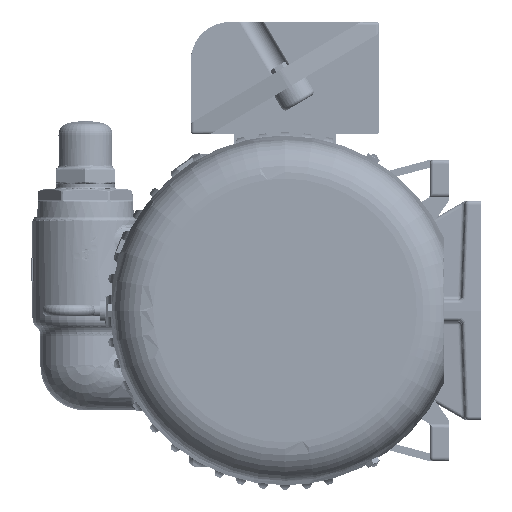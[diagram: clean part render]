
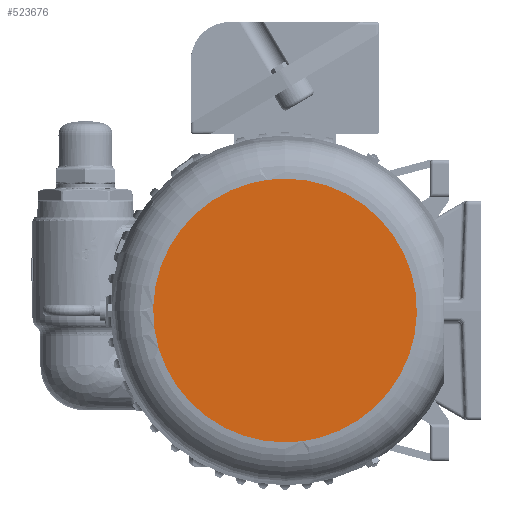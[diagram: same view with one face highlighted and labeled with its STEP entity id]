
A CAD part, left-side view. The second image highlights one B-rep face of the part: STEP entity #523676.
In plain terms, the highlighted planar face has unit normal (-1, 0, 0).
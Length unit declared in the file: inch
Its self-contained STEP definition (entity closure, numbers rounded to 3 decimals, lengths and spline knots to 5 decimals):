
#14353 = CARTESIAN_POINT ( 'NONE',  ( -34.405, 1.86539, -3.78353 ) ) ;
#17863 = CARTESIAN_POINT ( 'NONE',  ( -34.405, 3.99439, 1.35633 ) ) ;
#21908 = CARTESIAN_POINT ( 'NONE',  ( -34.405, -2.10953, -3.65303 ) ) ;
#23663 = CARTESIAN_POINT ( 'NONE',  ( -34.405, -3.99439, 1.35633 ) ) ;
#25453 = CARTESIAN_POINT ( 'NONE',  ( -34.405, -2.78167, -3.17129 ) ) ;
#27193 = CARTESIAN_POINT ( 'NONE',  ( -34.405, -0.2755, -4.20938 ) ) ;
#35775 = EDGE_CURVE ( 'Defeatured_0_2711+Defeatured_0_2298+Defeatured_0_2298+Defeatured_0_2298', #505645, #274992, #472927, .T. ) ;
#44793 = EDGE_LOOP ( 'NONE', ( #277391, #499018 ) ) ;
#50996 = EDGE_CURVE ( 'Defeatured_0_2711+Defeatured_0_2298+Defeatured_0_2298+Defeatured_0_2298', #274992, #505645, #164157, .T. ) ;
#55592 = CARTESIAN_POINT ( 'NONE',  ( -34.405, 3.17129, 2.78167 ) ) ;
#60871 = CARTESIAN_POINT ( 'NONE',  ( -34.405, 3.65303, 2.10953 ) ) ;
#61415 = CARTESIAN_POINT ( 'NONE',  ( -34.405, -3.99439, -1.35633 ) ) ;
#63174 = CARTESIAN_POINT ( 'NONE',  ( -34.405, -1.86539, -3.78353 ) ) ;
#63200 = DIRECTION ( 'NONE',  ( 0., 0., -1. ) ) ;
#66682 = CARTESIAN_POINT ( 'NONE',  ( -34.405, -3.78353, -1.86539 ) ) ;
#68458 = CARTESIAN_POINT ( 'NONE',  ( -34.405, -3.65303, -2.10953 ) ) ;
#96835 = CARTESIAN_POINT ( 'NONE',  ( -34.405, 2.78167, -3.17129 ) ) ;
#98603 = CARTESIAN_POINT ( 'NONE',  ( -34.405, 2.10953, -3.65303 ) ) ;
#100352 = CARTESIAN_POINT ( 'NONE',  ( -34.405, 1.35633, 3.99439 ) ) ;
#102090 = CARTESIAN_POINT ( 'NONE',  ( -34.405, 3.34691, 2.56768 ) ) ;
#102612 = CARTESIAN_POINT ( 'NONE',  ( -34.405, -3.34691, -2.56768 ) ) ;
#103815 = CARTESIAN_POINT ( 'NONE',  ( -34.405, 1.35633, -3.99439 ) ) ;
#104341 = CARTESIAN_POINT ( 'NONE',  ( -34.405, -4.20938, -0.2755 ) ) ;
#109602 = CARTESIAN_POINT ( 'NONE',  ( -34.405, -4.07475, 1.09142 ) ) ;
#133692 = CARTESIAN_POINT ( 'NONE',  ( -34.405, -2.56768, 3.34691 ) ) ;
#139553 = CARTESIAN_POINT ( 'NONE',  ( -34.405, 4.07475, -1.09142 ) ) ;
#141310 = CARTESIAN_POINT ( 'NONE',  ( -34.405, 1.09142, -4.07475 ) ) ;
#143575 = CARTESIAN_POINT ( 'NONE',  ( -34.405, -4.07475, -1.09142 ) ) ;
#144804 = CARTESIAN_POINT ( 'NONE',  ( -34.405, 3.17129, -2.78167 ) ) ;
#164157 = B_SPLINE_CURVE_WITH_KNOTS ( 'NONE', 3,
 ( #414782, #457695, #498879, #253720, #380664, #291351, #332484, #133692, #420032, #174793, #265331, #388850, #354650, #23663, #109602, #310067, #267078, #104341, #306593, #143575, #61415, #66682, #68458, #102612, #231253, #25453, #308309, #21908, #63174, #347643, #431702, #349370, #27193, #515744 ),
 .UNSPECIFIED., .F., .F.,
 ( 4, 2, 2, 2, 2, 2, 2, 2, 2, 2, 2, 2, 2, 2, 2, 2, 4 ),
 ( 0., 0.0625, 0.125, 0.1875, 0.25, 0.3125, 0.375, 0.4375, 0.5, 0.5625, 0.625, 0.6875, 0.75, 0.8125, 0.875, 0.9375, 1. ),
 .UNSPECIFIED. ) ;
#174793 = CARTESIAN_POINT ( 'NONE',  ( -34.405, -3.17129, 2.78167 ) ) ;
#177154 = CARTESIAN_POINT ( 'NONE',  ( -34.405, 3.78353, -1.86539 ) ) ;
#178907 = CARTESIAN_POINT ( 'NONE',  ( -34.405, 3.34691, -2.56768 ) ) ;
#182419 = CARTESIAN_POINT ( 'NONE',  ( -34.405, 2.78167, 3.17129 ) ) ;
#220164 = CARTESIAN_POINT ( 'NONE',  ( -34.405, 0.2755, -4.20938 ) ) ;
#227361 = CARTESIAN_POINT ( 'NONE',  ( -34.405, 0., 4.20938 ) ) ;
#229541 = DIRECTION ( 'NONE',  ( -1., 0., 0. ) ) ;
#231253 = CARTESIAN_POINT ( 'NONE',  ( -34.405, -3.17129, -2.78167 ) ) ;
#253720 = CARTESIAN_POINT ( 'NONE',  ( -34.405, -1.09142, 4.07475 ) ) ;
#261335 = CARTESIAN_POINT ( 'NONE',  ( -34.405, 1.86539, 3.78353 ) ) ;
#263077 = CARTESIAN_POINT ( 'NONE',  ( -34.405, 2.10953, 3.65303 ) ) ;
#263627 = PLANE ( 'NONE',  #510329 ) ;
#264826 = CARTESIAN_POINT ( 'NONE',  ( -34.405, 3.78353, 1.86539 ) ) ;
#265331 = CARTESIAN_POINT ( 'NONE',  ( -34.405, -3.34691, 2.56768 ) ) ;
#266551 = CARTESIAN_POINT ( 'NONE',  ( -34.405, 0.551, -4.18225 ) ) ;
#267078 = CARTESIAN_POINT ( 'NONE',  ( -34.405, -4.20938, 0.2755 ) ) ;
#274992 = VERTEX_POINT ( 'NONE', #227361 ) ;
#277391 = ORIENTED_EDGE ( 'NONE', *, *, #35775, .F. ) ;
#291351 = CARTESIAN_POINT ( 'NONE',  ( -34.405, -1.86539, 3.78353 ) ) ;
#300743 = CARTESIAN_POINT ( 'NONE',  ( -34.405, 4.20938, -0.2755 ) ) ;
#302510 = CARTESIAN_POINT ( 'NONE',  ( -34.405, 1.09142, 4.07475 ) ) ;
#306593 = CARTESIAN_POINT ( 'NONE',  ( -34.405, -4.18225, -0.551 ) ) ;
#308309 = CARTESIAN_POINT ( 'NONE',  ( -34.405, -2.56768, -3.34691 ) ) ;
#310067 = CARTESIAN_POINT ( 'NONE',  ( -34.405, -4.18225, 0.551 ) ) ;
#332484 = CARTESIAN_POINT ( 'NONE',  ( -34.405, -2.10953, 3.65303 ) ) ;
#341883 = CARTESIAN_POINT ( 'NONE',  ( -34.405, 2.56768, 3.34691 ) ) ;
#343659 = CARTESIAN_POINT ( 'NONE',  ( -34.405, 0.551, 4.18225 ) ) ;
#345391 = CARTESIAN_POINT ( 'NONE',  ( -34.405, 4.20938, 0.2755 ) ) ;
#347125 = CARTESIAN_POINT ( 'NONE',  ( -34.405, 3.65303, -2.10953 ) ) ;
#347643 = CARTESIAN_POINT ( 'NONE',  ( -34.405, -1.35633, -3.99439 ) ) ;
#349370 = CARTESIAN_POINT ( 'NONE',  ( -34.405, -0.551, -4.18225 ) ) ;
#354650 = CARTESIAN_POINT ( 'NONE',  ( -34.405, -3.78353, 1.86539 ) ) ;
#363512 = FACE_OUTER_BOUND ( 'NONE', #44793, .T. ) ;
#380664 = CARTESIAN_POINT ( 'NONE',  ( -34.405, -1.35633, 3.99439 ) ) ;
#383014 = CARTESIAN_POINT ( 'NONE',  ( -34.405, 0., -4.20938 ) ) ;
#388326 = CARTESIAN_POINT ( 'NONE',  ( -34.405, 0., 4.20938 ) ) ;
#388850 = CARTESIAN_POINT ( 'NONE',  ( -34.405, -3.65303, 2.10953 ) ) ;
#414782 = CARTESIAN_POINT ( 'NONE',  ( -34.405, 0., 4.20938 ) ) ;
#420032 = CARTESIAN_POINT ( 'NONE',  ( -34.405, -2.78167, 3.17129 ) ) ;
#425890 = CARTESIAN_POINT ( 'NONE',  ( -34.405, 0.2755, 4.20938 ) ) ;
#427652 = CARTESIAN_POINT ( 'NONE',  ( -34.405, 2.56768, -3.34691 ) ) ;
#431702 = CARTESIAN_POINT ( 'NONE',  ( -34.405, -1.09142, -4.07475 ) ) ;
#457695 = CARTESIAN_POINT ( 'NONE',  ( -34.405, -0.2755, 4.20938 ) ) ;
#463562 = CARTESIAN_POINT ( 'NONE',  ( -34.405, 4.18225, 0.551 ) ) ;
#464033 = CARTESIAN_POINT ( 'NONE',  ( -34.405, 0., -4.20938 ) ) ;
#465324 = CARTESIAN_POINT ( 'NONE',  ( -34.405, 3.99439, -1.35633 ) ) ;
#472927 = B_SPLINE_CURVE_WITH_KNOTS ( 'NONE', 3,
 ( #383014, #220164, #266551, #141310, #103815, #14353, #98603, #427652, #96835, #144804, #178907, #347125, #177154, #465324, #139553, #506480, #300743, #345391, #463562, #508231, #17863, #264826, #60871, #102090, #55592, #182419, #341883, #263077, #261335, #100352, #302510, #343659, #425890, #388326 ),
 .UNSPECIFIED., .F., .F.,
 ( 4, 2, 2, 2, 2, 2, 2, 2, 2, 2, 2, 2, 2, 2, 2, 2, 4 ),
 ( 0., 0.0625, 0.125, 0.1875, 0.25, 0.3125, 0.375, 0.4375, 0.5, 0.5625, 0.625, 0.6875, 0.75, 0.8125, 0.875, 0.9375, 1. ),
 .UNSPECIFIED. ) ;
#498879 = CARTESIAN_POINT ( 'NONE',  ( -34.405, -0.551, 4.18225 ) ) ;
#499018 = ORIENTED_EDGE ( 'NONE', *, *, #50996, .F. ) ;
#505645 = VERTEX_POINT ( 'NONE', #464033 ) ;
#506480 = CARTESIAN_POINT ( 'NONE',  ( -34.405, 4.18225, -0.551 ) ) ;
#508231 = CARTESIAN_POINT ( 'NONE',  ( -34.405, 4.07475, 1.09142 ) ) ;
#510329 = AXIS2_PLACEMENT_3D ( 'NONE', #513999, #229541, #63200 ) ;
#513999 = CARTESIAN_POINT ( 'NONE',  ( -34.405, 5.05361, 5.05126 ) ) ;
#515744 = CARTESIAN_POINT ( 'NONE',  ( -34.405, 0., -4.20938 ) ) ;
#523676 = ADVANCED_FACE ( 'Defeatured_0_2298', ( #363512 ), #263627, .T. ) ;
